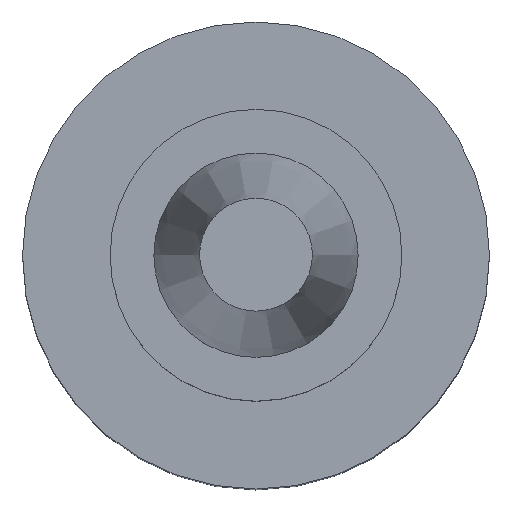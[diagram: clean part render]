
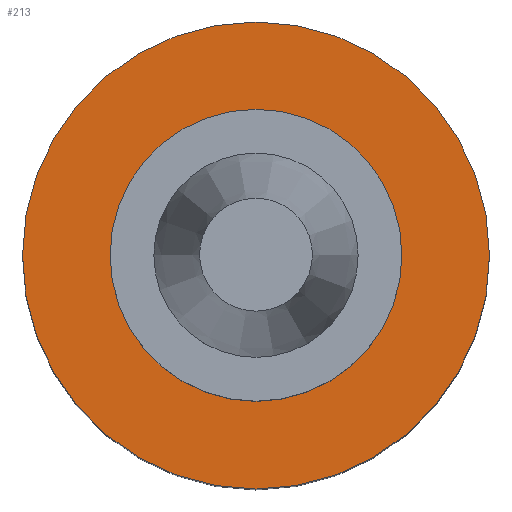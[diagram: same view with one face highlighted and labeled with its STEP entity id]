
A CAD part, top view. The second image highlights one B-rep face of the part: STEP entity #213.
In plain terms, the highlighted planar face has unit normal (0, 0, 1).
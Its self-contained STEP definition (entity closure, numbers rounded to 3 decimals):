
#43 = DIRECTION ( 'NONE',  ( -1., 0., 0. ) ) ;
#65 = CIRCLE ( 'NONE', #297, 50.8 ) ;
#84 = DIRECTION ( 'NONE',  ( 1., 0., 0. ) ) ;
#94 = CIRCLE ( 'NONE', #258, 22.225 ) ;
#102 = VERTEX_POINT ( 'NONE', #261 ) ;
#119 = DIRECTION ( 'NONE',  ( 0., 0., 1. ) ) ;
#124 = ORIENTED_EDGE ( 'NONE', *, *, #331, .T. ) ;
#130 = CARTESIAN_POINT ( 'NONE',  ( 22.225, 0., -35.05 ) ) ;
#162 = AXIS2_PLACEMENT_3D ( 'NONE', #230, #322, #43 ) ;
#213 = ADVANCED_FACE ( 'NONE', ( #353, #379 ), #351, .F. ) ;
#230 = CARTESIAN_POINT ( 'NONE',  ( 0., 50.8, -35.05 ) ) ;
#254 = EDGE_CURVE ( 'NONE', #317, #317, #94, .T. ) ;
#258 = AXIS2_PLACEMENT_3D ( 'NONE', #324, #325, #383 ) ;
#259 = EDGE_LOOP ( 'NONE', ( #124 ) ) ;
#261 = CARTESIAN_POINT ( 'NONE',  ( 50.8, 0., -35.05 ) ) ;
#286 = EDGE_LOOP ( 'NONE', ( #288 ) ) ;
#288 = ORIENTED_EDGE ( 'NONE', *, *, #254, .F. ) ;
#297 = AXIS2_PLACEMENT_3D ( 'NONE', #365, #119, #84 ) ;
#317 = VERTEX_POINT ( 'NONE', #130 ) ;
#322 = DIRECTION ( 'NONE',  ( 0., 0., -1. ) ) ;
#324 = CARTESIAN_POINT ( 'NONE',  ( 0., 0., -35.05 ) ) ;
#325 = DIRECTION ( 'NONE',  ( 0., 0., 1. ) ) ;
#331 = EDGE_CURVE ( 'NONE', #102, #102, #65, .T. ) ;
#351 = PLANE ( 'NONE',  #162 ) ;
#353 = FACE_BOUND ( 'NONE', #286, .T. ) ;
#365 = CARTESIAN_POINT ( 'NONE',  ( 0., 0., -35.05 ) ) ;
#379 = FACE_OUTER_BOUND ( 'NONE', #259, .T. ) ;
#383 = DIRECTION ( 'NONE',  ( 1., 0., 0. ) ) ;
